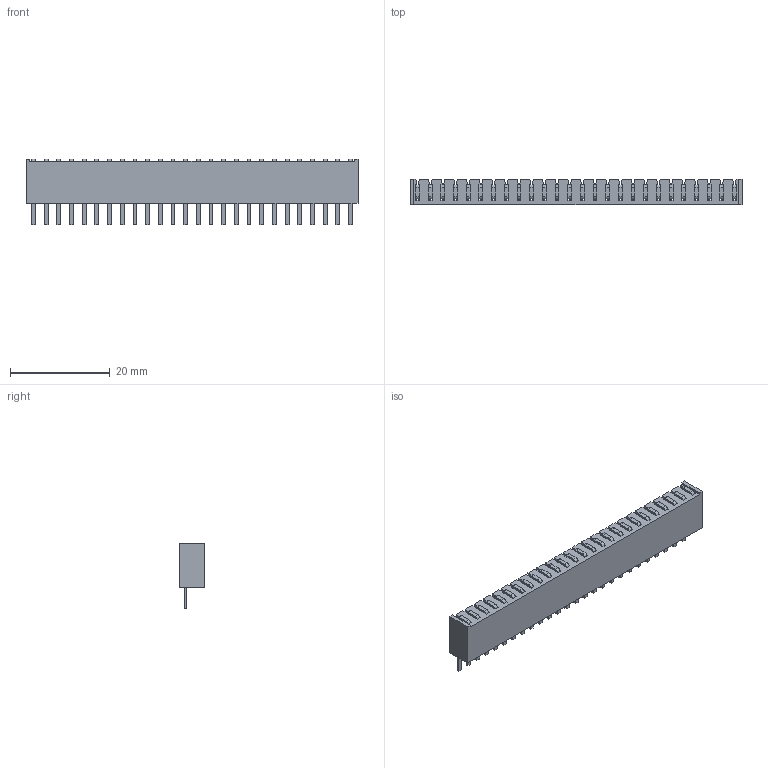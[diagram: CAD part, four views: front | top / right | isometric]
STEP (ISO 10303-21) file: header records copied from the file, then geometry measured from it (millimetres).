
FILE_DESCRIPTION(('FreeCAD Model'),'2;1');
FILE_NAME('Open CASCADE Shape Model','2025-03-04T21:01:26',(''),(''), 'Open CASCADE STEP processor 7.8','FreeCAD','Unknown');
FILE_SCHEMA(('AUTOMOTIVE_DESIGN { 1 0 10303 214 1 1 1 1 }'));
Length unit declared in the file: millimetre
Products named in the file (3): BSW-126-04-G-S; BSW-26-04-S_socket; C-8-5-01-26-S
Assembly tree (2 placements, depth 2):
  BSW-126-04-G-S
    BSW-26-04-S_socket
    C-8-5-01-26-S
Bounding box: 66.55 x 5.08 x 13.21 mm (x, y, z)
Volume: 2939.7 mm3; surface area: 5022.7 mm2
Topology: 2 solids, 2 shells, 804 faces, 2452 edges, 1600 vertices
Faces by surface type: plane 700, cylinder 104
Entity records: 27186 total; most frequent: ORIENTED_EDGE 4904, CARTESIAN_POINT 4859, DIRECTION 4274, EDGE_CURVE 2452, LINE 2244, VECTOR 2244, VERTEX_POINT 1600, AXIS2_PLACEMENT_3D 1015
